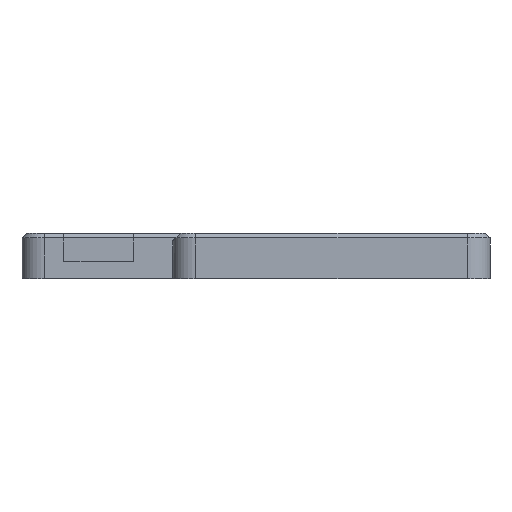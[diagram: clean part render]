
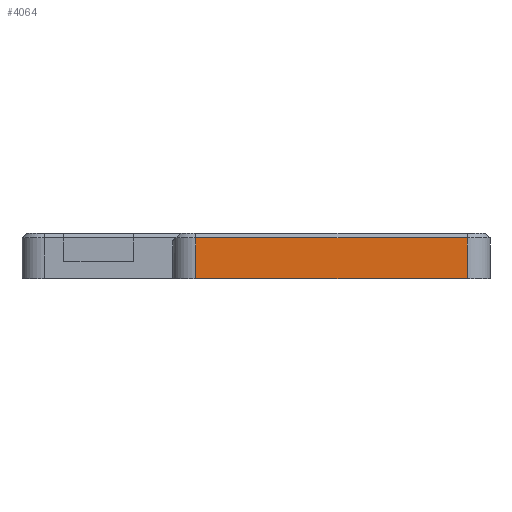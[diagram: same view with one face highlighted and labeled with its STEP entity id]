
A CAD part, front view. The second image highlights one B-rep face of the part: STEP entity #4064.
In plain terms, the highlighted planar face has unit normal (0, -1, 0).
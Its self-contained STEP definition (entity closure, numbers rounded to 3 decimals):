
#391=FACE_OUTER_BOUND('',#640,.T.);
#640=EDGE_LOOP('',(#3053,#3054,#3055,#3056));
#957=LINE('',#6384,#1383);
#1003=LINE('',#6500,#1429);
#1004=LINE('',#6503,#1430);
#1005=LINE('',#6504,#1431);
#1383=VECTOR('',#5056,10.);
#1429=VECTOR('',#5178,3.8);
#1430=VECTOR('',#5181,36.);
#1431=VECTOR('',#5182,10.);
#1853=VERTEX_POINT('',#6381);
#1854=VERTEX_POINT('',#6383);
#1886=VERTEX_POINT('',#6498);
#1887=VERTEX_POINT('',#6502);
#2263=EDGE_CURVE('',#1853,#1854,#957,.T.);
#2322=EDGE_CURVE('',#1853,#1886,#1003,.F.);
#2323=EDGE_CURVE('',#1886,#1887,#1004,.T.);
#2324=EDGE_CURVE('',#1887,#1854,#1005,.T.);
#3053=ORIENTED_EDGE('',*,*,#2322,.T.);
#3054=ORIENTED_EDGE('',*,*,#2323,.T.);
#3055=ORIENTED_EDGE('',*,*,#2324,.T.);
#3056=ORIENTED_EDGE('',*,*,#2263,.F.);
#3909=PLANE('',#4415);
#4064=ADVANCED_FACE('',(#391),#3909,.F.);
#4415=AXIS2_PLACEMENT_3D('',#6501,#5179,#5180);
#5056=DIRECTION('',(-1.,0.,0.));
#5178=DIRECTION('',(0.,0.,-1.));
#5179=DIRECTION('center_axis',(0.,1.,0.));
#5180=DIRECTION('ref_axis',(-1.,0.,0.));
#5181=DIRECTION('',(-1.,0.,0.));
#5182=DIRECTION('',(0.,0.,-1.));
#6381=CARTESIAN_POINT('',(139.,-37.602,-38.602));
#6383=CARTESIAN_POINT('',(103.,-37.602,-38.602));
#6384=CARTESIAN_POINT('',(90.,-37.602,-38.602));
#6498=CARTESIAN_POINT('',(139.,-37.602,-33.202));
#6500=CARTESIAN_POINT('',(139.,-37.602,-33.202));
#6501=CARTESIAN_POINT('Origin',(100.,-37.602,-35.602));
#6502=CARTESIAN_POINT('',(103.,-37.602,-33.202));
#6503=CARTESIAN_POINT('',(139.,-37.602,-33.202));
#6504=CARTESIAN_POINT('',(103.,-37.602,-37.602));
